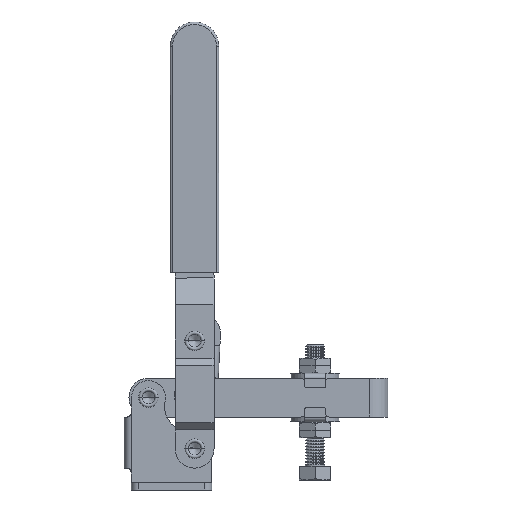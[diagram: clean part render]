
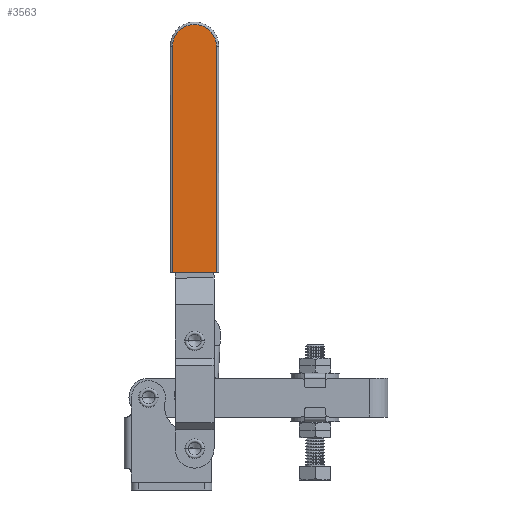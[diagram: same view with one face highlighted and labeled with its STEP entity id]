
A CAD part, left-side view. The second image highlights one B-rep face of the part: STEP entity #3563.
In plain terms, the highlighted planar face has unit normal (-1, 0, 0).
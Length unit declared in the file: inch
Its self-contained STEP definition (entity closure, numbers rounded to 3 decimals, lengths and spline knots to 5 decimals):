
#3563=ADVANCED_FACE('',(#7654),#7655,.F.);
#7654=FACE_OUTER_BOUND('',#13324,.T.);
#7655=PLANE('',#13325);
#13324=EDGE_LOOP('',(#20431,#20432,#20433,#20434));
#13325=AXIS2_PLACEMENT_3D('',#20435,#20436,#20437);
#20431=ORIENTED_EDGE('',*,*,#24105,.F.);
#20432=ORIENTED_EDGE('',*,*,#24519,.T.);
#20433=ORIENTED_EDGE('',*,*,#24134,.T.);
#20434=ORIENTED_EDGE('',*,*,#23521,.T.);
#20435=CARTESIAN_POINT('',(-0.19685,-1.53441,3.52376));
#20436=DIRECTION('',(1.0,0.,0.));
#20437=DIRECTION('',(0.,1.,0.));
#23521=EDGE_CURVE('',#25415,#25413,#25416,.T.);
#24105=EDGE_CURVE('',#26303,#25413,#26305,.T.);
#24134=EDGE_CURVE('',#26337,#25415,#26338,.T.);
#24519=EDGE_CURVE('',#26303,#26337,#26816,.T.);
#25413=VERTEX_POINT('',#28200);
#25415=VERTEX_POINT('',#28202);
#25416=LINE('',#28203,#28204);
#26303=VERTEX_POINT('',#30336);
#26305=LINE('',#30338,#30339);
#26337=VERTEX_POINT('',#30381);
#26338=CIRCLE('',#30382,0.35433);
#26816=LINE('',#31222,#31223);
#28200=CARTESIAN_POINT('',(-0.19685,-0.78638,3.52349));
#28202=CARTESIAN_POINT('',(-0.19685,-0.78506,7.18491));
#28203=CARTESIAN_POINT('',(-0.19685,-0.78638,3.52349));
#28204=VECTOR('',#32234,39.37008);
#30336=CARTESIAN_POINT('',(-0.19685,-1.49504,3.52375));
#30338=CARTESIAN_POINT('',(-0.19685,-1.53441,3.52376));
#30339=VECTOR('',#32852,39.37008);
#30381=CARTESIAN_POINT('',(-0.19685,-1.49372,7.18517));
#30382=AXIS2_PLACEMENT_3D('',#32878,#32879,#32880);
#31222=CARTESIAN_POINT('',(-0.19685,-1.49504,3.52375));
#31223=VECTOR('',#33272,39.37008);
#32234=DIRECTION('',(0.,0.,-1.));
#32852=DIRECTION('',(0.,1.,0.));
#32878=CARTESIAN_POINT('',(-0.19685,-1.13939,7.18504));
#32879=DIRECTION('',(-1.0,0.,0.));
#32880=DIRECTION('',(0.,1.,0.));
#33272=DIRECTION('',(0.,0.,1.));
